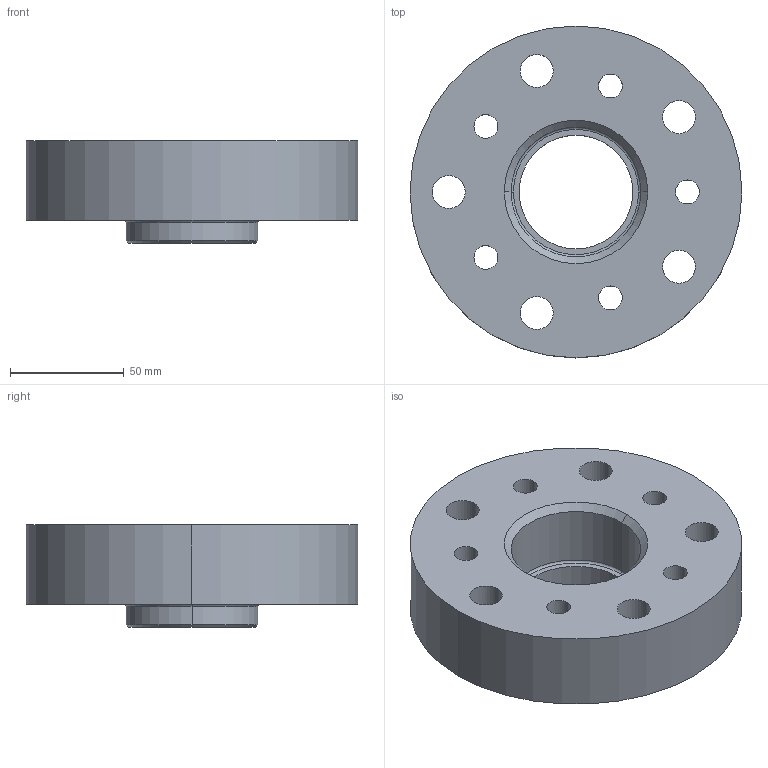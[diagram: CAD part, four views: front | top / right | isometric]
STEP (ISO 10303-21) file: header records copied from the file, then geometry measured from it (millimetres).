
FILE_DESCRIPTION (( 'STEP AP203' ), '1' );
FILE_NAME ('Cale jante Tramont - Audi.STEP', '2022-09-07T13:43:51', ( '' ), ( '' ), 'SwSTEP 2.0', 'SolidWorks 2016', '' );
FILE_SCHEMA (( 'CONFIG_CONTROL_DESIGN' ));
Length unit declared in the file: millimetre
Products named in the file (1): Cale jante Tramont - Audi
Bounding box: 146 x 146 x 45 mm (x, y, z)
Volume: 422854.9 mm3; surface area: 69128.7 mm2
Topology: 1 solids, 1 shells, 55 faces, 130 edges, 84 vertices
Faces by surface type: cylinder 38, plane 9, torus 4, cone 4
Entity records: 1749 total; most frequent: DIRECTION 330, CARTESIAN_POINT 270, ORIENTED_EDGE 260, AXIS2_PLACEMENT_3D 144, EDGE_CURVE 130, CIRCLE 88, EDGE_LOOP 84, VERTEX_POINT 84
